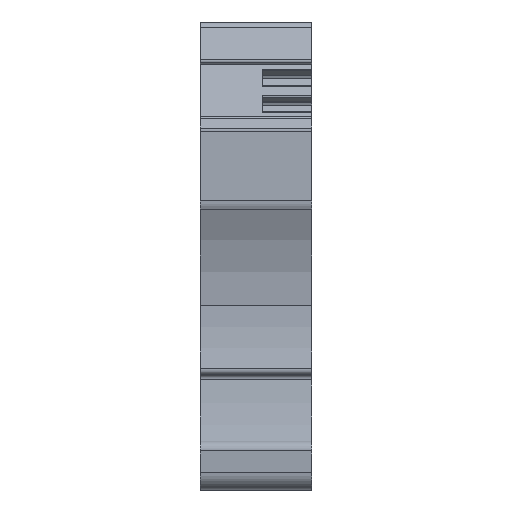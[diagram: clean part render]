
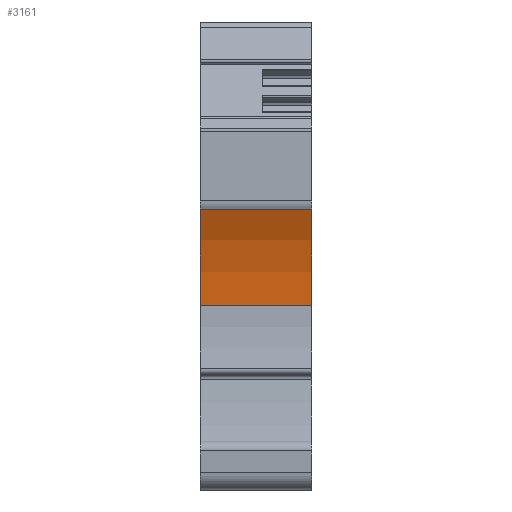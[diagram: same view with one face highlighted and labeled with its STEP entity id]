
A CAD part, front view. The second image highlights one B-rep face of the part: STEP entity #3161.
In plain terms, the highlighted cylindrical face has radius 24 mm (diameter 48 mm), a partial arc.
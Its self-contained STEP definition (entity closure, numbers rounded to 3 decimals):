
#949=AXIS2_PLACEMENT_3D('Circle Axis2P3D',#947,#948,$) ;
#3141=AXIS2_PLACEMENT_3D('Cylinder Axis2P3D',#3138,#3139,#3140) ;
#3145=AXIS2_PLACEMENT_3D('Circle Axis2P3D',#3143,#3144,$) ;
#944=CARTESIAN_POINT('Vertex',(12.,0.209,30.313)) ;
#947=CARTESIAN_POINT('Axis2P3D Location',(12.,-21.278,19.621)) ;
#951=CARTESIAN_POINT('Vertex',(12.,2.72,19.931)) ;
#3123=CARTESIAN_POINT('Vertex',(0.,0.209,30.313)) ;
#3126=CARTESIAN_POINT('Line Origine',(6.,0.209,30.313)) ;
#3138=CARTESIAN_POINT('Axis2P3D Location',(0.,-21.278,19.621)) ;
#3143=CARTESIAN_POINT('Axis2P3D Location',(0.,-21.278,19.621)) ;
#3147=CARTESIAN_POINT('Vertex',(0.,2.72,19.931)) ;
#3150=CARTESIAN_POINT('Line Origine',(6.,2.72,19.931)) ;
#948=DIRECTION('Axis2P3D Direction',(1.,0.,0.)) ;
#3127=DIRECTION('Vector Direction',(1.,0.,0.)) ;
#3139=DIRECTION('Axis2P3D Direction',(1.,0.,0.)) ;
#3140=DIRECTION('Axis2P3D XDirection',(0.,1.,0.013)) ;
#3144=DIRECTION('Axis2P3D Direction',(1.,0.,0.)) ;
#3151=DIRECTION('Vector Direction',(1.,0.,0.)) ;
#3128=VECTOR('Line Direction',#3127,1.) ;
#3152=VECTOR('Line Direction',#3151,1.) ;
#3156=ORIENTED_EDGE('',*,*,#3149,.F.) ;
#3157=ORIENTED_EDGE('',*,*,#3154,.T.) ;
#3158=ORIENTED_EDGE('',*,*,#953,.T.) ;
#3159=ORIENTED_EDGE('',*,*,#3130,.F.) ;
#3161=ADVANCED_FACE('KLTR',(#3160),#3142,.F.) ;
#950=CIRCLE('generated circle',#949,24.) ;
#3146=CIRCLE('generated circle',#3145,24.) ;
#3142=CYLINDRICAL_SURFACE('generated cylinder',#3141,24.) ;
#953=EDGE_CURVE('',#952,#945,#950,.T.) ;
#3130=EDGE_CURVE('',#3124,#945,#3129,.T.) ;
#3149=EDGE_CURVE('',#3148,#3124,#3146,.T.) ;
#3154=EDGE_CURVE('',#3148,#952,#3153,.T.) ;
#3155=EDGE_LOOP('',(#3156,#3157,#3158,#3159)) ;
#3160=FACE_OUTER_BOUND('',#3155,.T.) ;
#3129=LINE('Line',#3126,#3128) ;
#3153=LINE('Line',#3150,#3152) ;
#945=VERTEX_POINT('',#944) ;
#952=VERTEX_POINT('',#951) ;
#3124=VERTEX_POINT('',#3123) ;
#3148=VERTEX_POINT('',#3147) ;
